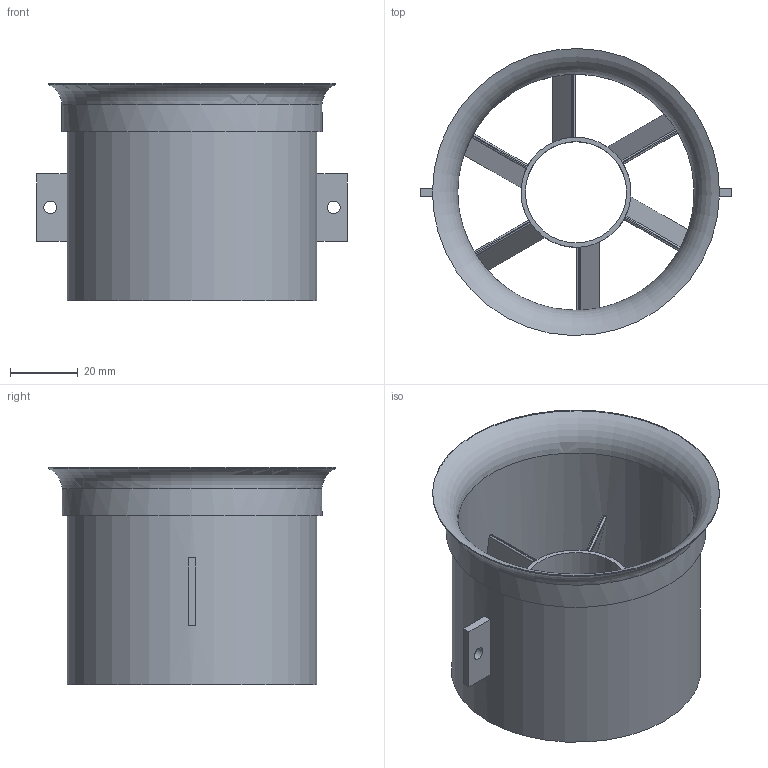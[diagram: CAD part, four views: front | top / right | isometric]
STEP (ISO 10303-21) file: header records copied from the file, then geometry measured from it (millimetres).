
FILE_DESCRIPTION(('STEP AP214'), '1');
FILE_NAME('扻豵鵨_1', '', ('UNSPECIFIED'), ('UNSPECIFIED'), 'ASCON STEP Converter 1.6', 'ASCON Math Kernel', '');
FILE_SCHEMA(('AUTOMOTIVE_DESIGN { 1 0 10303 214 3 1 1}'));
Length unit declared in the file: millimetre
Products named in the file (1): 扻豵鵨
Bounding box: 92 x 84.98 x 64.3 mm (x, y, z)
Volume: 39286.9 mm3; surface area: 46049.3 mm2
Topology: 1 solids, 1 shells, 58 faces, 176 edges, 116 vertices
Faces by surface type: plane 31, cylinder 25, torus 2
Full cylindrical faces by diameter (mm): 3.75 x2, 30 x1, 70 x1, 74 x1, 77 x1, 85 x1
Entity records: 3172 total; most frequent: CARTESIAN_POINT 1215, ORIENTED_EDGE 332, DIRECTION 260, EDGE_CURVE 166, VERTEX_POINT 116, AXIS2_PLACEMENT_3D 99, EDGE_LOOP 82, FACE_BOUND 65
